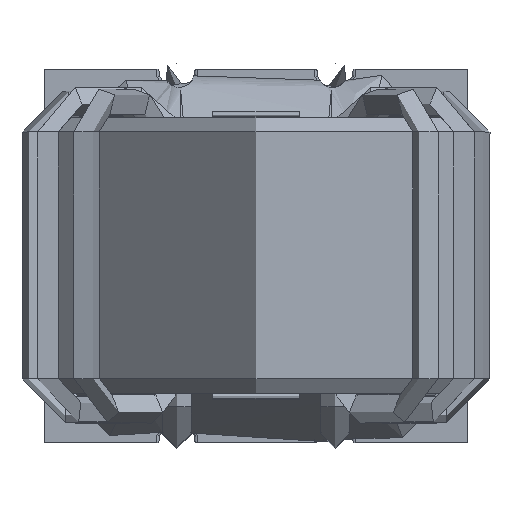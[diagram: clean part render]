
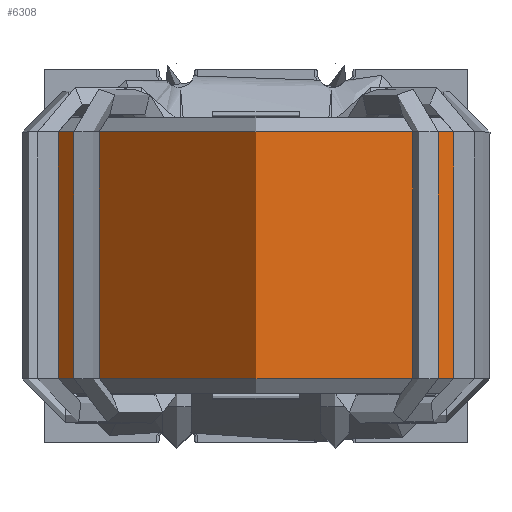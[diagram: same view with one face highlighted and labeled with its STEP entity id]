
A CAD part, top view. The second image highlights one B-rep face of the part: STEP entity #6308.
In plain terms, the highlighted cylindrical face has radius 7.15 mm (diameter 14.3 mm), a full revolution.
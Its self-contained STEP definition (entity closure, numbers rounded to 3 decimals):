
#242=CYLINDRICAL_SURFACE('',#6763,7.15);
#483=CIRCLE('',#6764,7.15);
#484=CIRCLE('',#6765,7.15);
#1179=ORIENTED_EDGE('',*,*,#2047,.T.);
#1180=ORIENTED_EDGE('',*,*,#2048,.T.);
#2047=EDGE_CURVE('',#2506,#2506,#483,.F.);
#2048=EDGE_CURVE('',#2507,#2507,#484,.T.);
#2506=VERTEX_POINT('',#8867);
#2507=VERTEX_POINT('',#8869);
#3376=EDGE_LOOP('',(#1179));
#3377=EDGE_LOOP('',(#1180));
#3825=FACE_BOUND('',#3376,.T.);
#3826=FACE_BOUND('',#3377,.T.);
#6308=ADVANCED_FACE('',(#3825,#3826),#242,.T.);
#6763=AXIS2_PLACEMENT_3D('',#8865,#7676,#7677);
#6764=AXIS2_PLACEMENT_3D('',#8866,#7678,#7679);
#6765=AXIS2_PLACEMENT_3D('',#8868,#7680,#7681);
#7676=DIRECTION('',(0.,1.,0.));
#7677=DIRECTION('',(0.,0.,1.));
#7678=DIRECTION('',(0.,1.,0.));
#7679=DIRECTION('',(0.,0.,1.));
#7680=DIRECTION('',(0.,1.,0.));
#7681=DIRECTION('',(0.,0.,1.));
#8865=CARTESIAN_POINT('',(0.,-4.8,7.85));
#8866=CARTESIAN_POINT('',(0.,4.3,7.85));
#8867=CARTESIAN_POINT('',(0.,4.3,15.));
#8868=CARTESIAN_POINT('',(0.,-4.3,7.85));
#8869=CARTESIAN_POINT('',(0.,-4.3,15.));
